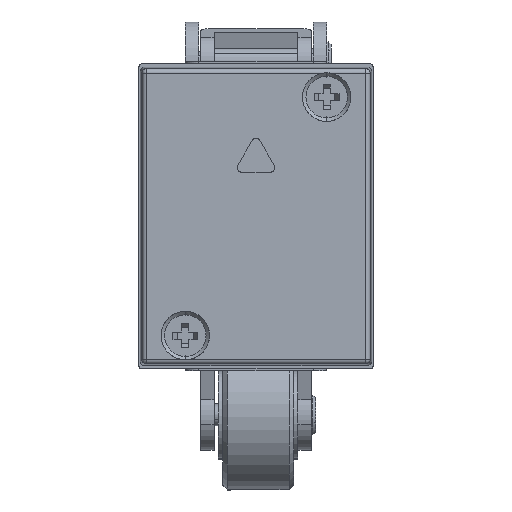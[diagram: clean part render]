
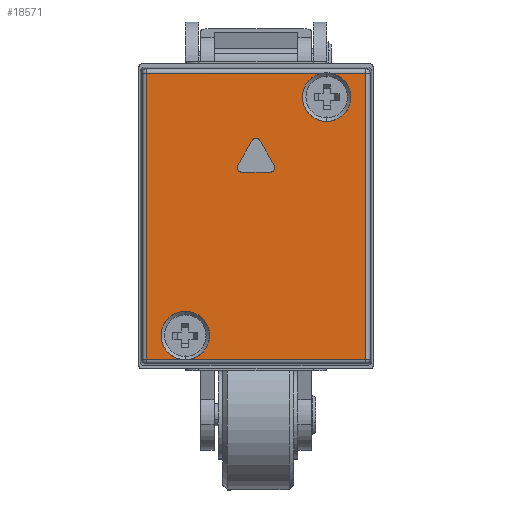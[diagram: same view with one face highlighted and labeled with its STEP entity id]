
A CAD part, front view. The second image highlights one B-rep face of the part: STEP entity #18571.
In plain terms, the highlighted face is planar.
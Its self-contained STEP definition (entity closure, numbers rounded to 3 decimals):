
#1162 = PLANE ( 'NONE',  #3998 ) ;
#1163 = CARTESIAN_POINT ( 'NONE',  ( -12.9, 6.5, 16.7 ) ) ;
#1164 = DIRECTION ( 'NONE',  ( 0., -1., 0. ) ) ;
#1165 = DIRECTION ( 'NONE',  ( 0., 0., -1. ) ) ;
#3998 = AXIS2_PLACEMENT_3D ( 'NONE', #1163, #1164, #1165 ) ;
#4507 = AXIS2_PLACEMENT_3D ( 'NONE', #17977, #17978, #17979 ) ;
#4508 = AXIS2_PLACEMENT_3D ( 'NONE', #17986, #17987, #17988 ) ;
#4509 = AXIS2_PLACEMENT_3D ( 'NONE', #17997, #17998, #17999 ) ;
#4510 = AXIS2_PLACEMENT_3D ( 'NONE', #18002, #18003, #18004 ) ;
#4511 = AXIS2_PLACEMENT_3D ( 'NONE', #18007, #18008, #18009 ) ;
#4890 = CARTESIAN_POINT ( 'NONE',  ( -1.634, 6.5, 5. ) ) ;
#4943 = CARTESIAN_POINT ( 'NONE',  ( 12.415, 6.5, -16.215 ) ) ;
#4968 = CARTESIAN_POINT ( 'NONE',  ( -12.415, 6.5, -16.215 ) ) ;
#4971 = CARTESIAN_POINT ( 'NONE',  ( 7.564, 6.5, -16.215 ) ) ;
#5000 = CARTESIAN_POINT ( 'NONE',  ( -0.433, 6.5, 8.58 ) ) ;
#5016 = CARTESIAN_POINT ( 'NONE',  ( 8., 6.5, -10.75 ) ) ;
#5017 = CARTESIAN_POINT ( 'NONE',  ( 8.436, 6.5, -16.215 ) ) ;
#5049 = CARTESIAN_POINT ( 'NONE',  ( -8.436, 6.5, 16.215 ) ) ;
#5055 = CARTESIAN_POINT ( 'NONE',  ( -7.564, 6.5, 16.215 ) ) ;
#5081 = CARTESIAN_POINT ( 'NONE',  ( 1.634, 6.5, 5. ) ) ;
#5102 = CARTESIAN_POINT ( 'NONE',  ( -12.415, 6.5, 16.215 ) ) ;
#5109 = CARTESIAN_POINT ( 'NONE',  ( 2.067, 6.5, 5.75 ) ) ;
#5122 = CARTESIAN_POINT ( 'NONE',  ( -2.067, 6.5, 5.75 ) ) ;
#5148 = CARTESIAN_POINT ( 'NONE',  ( -8., 6.5, 10.75 ) ) ;
#5158 = CARTESIAN_POINT ( 'NONE',  ( 12.415, 6.5, 16.215 ) ) ;
#5474 = CARTESIAN_POINT ( 'NONE',  ( 0.433, 6.5, 8.58 ) ) ;
#5484 = CARTESIAN_POINT ( 'NONE',  ( 0., 6.5, 8.83 ) ) ;
#8282 = VERTEX_POINT ( 'NONE', #4890 ) ;
#8335 = VERTEX_POINT ( 'NONE', #4943 ) ;
#8360 = VERTEX_POINT ( 'NONE', #4968 ) ;
#8363 = VERTEX_POINT ( 'NONE', #4971 ) ;
#8392 = VERTEX_POINT ( 'NONE', #5000 ) ;
#8408 = VERTEX_POINT ( 'NONE', #5016 ) ;
#8409 = VERTEX_POINT ( 'NONE', #5017 ) ;
#8441 = VERTEX_POINT ( 'NONE', #5049 ) ;
#8447 = VERTEX_POINT ( 'NONE', #5055 ) ;
#8473 = VERTEX_POINT ( 'NONE', #5081 ) ;
#8494 = VERTEX_POINT ( 'NONE', #5102 ) ;
#8501 = VERTEX_POINT ( 'NONE', #5109 ) ;
#8514 = VERTEX_POINT ( 'NONE', #5122 ) ;
#8540 = VERTEX_POINT ( 'NONE', #5148 ) ;
#8550 = VERTEX_POINT ( 'NONE', #5158 ) ;
#8866 = VERTEX_POINT ( 'NONE', #5474 ) ;
#8876 = VERTEX_POINT ( 'NONE', #5484 ) ;
#10154 = CARTESIAN_POINT ( 'NONE',  ( 8., 6.5, -13.5 ) ) ;
#10155 = DIRECTION ( 'NONE',  ( 0., 1., 0. ) ) ;
#10156 = DIRECTION ( 'NONE',  ( 0., 0., 1. ) ) ;
#10169 = CARTESIAN_POINT ( 'NONE',  ( -8., 6.5, 13.5 ) ) ;
#10170 = DIRECTION ( 'NONE',  ( 0., 1., 0. ) ) ;
#10171 = DIRECTION ( 'NONE',  ( 0., 0., 1. ) ) ;
#10260 = CARTESIAN_POINT ( 'NONE',  ( 0., 6.5, 8.33 ) ) ;
#10261 = DIRECTION ( 'NONE',  ( 0., 1., 0. ) ) ;
#10262 = DIRECTION ( 'NONE',  ( 0., 0., 1. ) ) ;
#10920 = CIRCLE ( 'NONE', #28026, 2.75 ) ;
#10925 = CIRCLE ( 'NONE', #28027, 2.75 ) ;
#10980 = CIRCLE ( 'NONE', #28047, 0.5 ) ;
#16710 = LINE ( 'NONE', #17980, #16712 ) ;
#16711 = CIRCLE ( 'NONE', #4507, 2.75 ) ;
#16712 = VECTOR ( 'NONE', #17981, 1000. ) ;
#16713 = LINE ( 'NONE', #17982, #16714 ) ;
#16714 = VECTOR ( 'NONE', #17983, 1000. ) ;
#16715 = LINE ( 'NONE', #17984, #16716 ) ;
#16716 = VECTOR ( 'NONE', #17985, 1000. ) ;
#16717 = LINE ( 'NONE', #17989, #16719 ) ;
#16718 = CIRCLE ( 'NONE', #4508, 2.75 ) ;
#16719 = VECTOR ( 'NONE', #17990, 1000. ) ;
#16720 = LINE ( 'NONE', #17991, #16721 ) ;
#16721 = VECTOR ( 'NONE', #17992, 1000. ) ;
#16722 = LINE ( 'NONE', #17993, #16723 ) ;
#16723 = VECTOR ( 'NONE', #17994, 1000. ) ;
#16724 = LINE ( 'NONE', #17995, #16725 ) ;
#16725 = VECTOR ( 'NONE', #17996, 1000. ) ;
#16726 = LINE ( 'NONE', #18000, #16728 ) ;
#16727 = CIRCLE ( 'NONE', #4509, 0.5 ) ;
#16728 = VECTOR ( 'NONE', #18001, 1000. ) ;
#16729 = LINE ( 'NONE', #18005, #16731 ) ;
#16730 = CIRCLE ( 'NONE', #4510, 0.5 ) ;
#16731 = VECTOR ( 'NONE', #18006, 1000. ) ;
#16733 = CIRCLE ( 'NONE', #4511, 0.5 ) ;
#17977 = CARTESIAN_POINT ( 'NONE',  ( -8., 6.5, 13.5 ) ) ;
#17978 = DIRECTION ( 'NONE',  ( 0., 1., 0. ) ) ;
#17979 = DIRECTION ( 'NONE',  ( 0., 0., 1. ) ) ;
#17980 = CARTESIAN_POINT ( 'NONE',  ( 12.9, 6.5, 16.215 ) ) ;
#17981 = DIRECTION ( 'NONE',  ( 1., 0., 0. ) ) ;
#17982 = CARTESIAN_POINT ( 'NONE',  ( 12.415, 6.5, -16.7 ) ) ;
#17983 = DIRECTION ( 'NONE',  ( 0., 0., -1. ) ) ;
#17984 = CARTESIAN_POINT ( 'NONE',  ( -12.9, 6.5, -16.215 ) ) ;
#17985 = DIRECTION ( 'NONE',  ( -1., 0., 0. ) ) ;
#17986 = CARTESIAN_POINT ( 'NONE',  ( 8., 6.5, -13.5 ) ) ;
#17987 = DIRECTION ( 'NONE',  ( 0., 1., 0. ) ) ;
#17988 = DIRECTION ( 'NONE',  ( 0., 0., 1. ) ) ;
#17989 = CARTESIAN_POINT ( 'NONE',  ( -12.9, 6.5, -16.215 ) ) ;
#17990 = DIRECTION ( 'NONE',  ( -1., 0., 0. ) ) ;
#17991 = CARTESIAN_POINT ( 'NONE',  ( -12.415, 6.5, 16.7 ) ) ;
#17992 = DIRECTION ( 'NONE',  ( 0., 0., 1. ) ) ;
#17993 = CARTESIAN_POINT ( 'NONE',  ( 12.9, 6.5, 16.215 ) ) ;
#17994 = DIRECTION ( 'NONE',  ( 1., 0., 0. ) ) ;
#17995 = CARTESIAN_POINT ( 'NONE',  ( -1.634, 6.5, 5. ) ) ;
#17996 = DIRECTION ( 'NONE',  ( -1., 0., 0. ) ) ;
#17997 = CARTESIAN_POINT ( 'NONE',  ( 1.634, 6.5, 5.5 ) ) ;
#17998 = DIRECTION ( 'NONE',  ( 0., 1., 0. ) ) ;
#17999 = DIRECTION ( 'NONE',  ( 0., 0., 1. ) ) ;
#18000 = CARTESIAN_POINT ( 'NONE',  ( 2.067, 6.5, 5.75 ) ) ;
#18001 = DIRECTION ( 'NONE',  ( 0.5, 0., -0.866 ) ) ;
#18002 = CARTESIAN_POINT ( 'NONE',  ( 0., 6.5, 8.33 ) ) ;
#18003 = DIRECTION ( 'NONE',  ( 0., 1., 0. ) ) ;
#18004 = DIRECTION ( 'NONE',  ( 0., 0., 1. ) ) ;
#18005 = CARTESIAN_POINT ( 'NONE',  ( -0.433, 6.5, 8.58 ) ) ;
#18006 = DIRECTION ( 'NONE',  ( 0.5, 0., 0.866 ) ) ;
#18007 = CARTESIAN_POINT ( 'NONE',  ( -1.634, 6.5, 5.5 ) ) ;
#18008 = DIRECTION ( 'NONE',  ( 0., 1., 0. ) ) ;
#18009 = DIRECTION ( 'NONE',  ( 0., 0., 1. ) ) ;
#18571 = ADVANCED_FACE ( 'NONE', ( #36918, #36919 ), #1162, .F. ) ;
#19063 = EDGE_LOOP ( 'NONE', ( #19299, #19300, #19301, #19302, #19303, #19304, #19305 ) ) ;
#19160 = EDGE_LOOP ( 'NONE', ( #19289, #19290, #19291, #19292, #19293, #19294, #19295, #19296, #19297, #19298 ) ) ;
#19289 = ORIENTED_EDGE ( 'NONE', *, *, #35912, .F. ) ;
#19290 = ORIENTED_EDGE ( 'NONE', *, *, #35913, .T. ) ;
#19291 = ORIENTED_EDGE ( 'NONE', *, *, #35914, .T. ) ;
#19292 = ORIENTED_EDGE ( 'NONE', *, *, #35915, .T. ) ;
#19293 = ORIENTED_EDGE ( 'NONE', *, *, #35916, .F. ) ;
#19294 = ORIENTED_EDGE ( 'NONE', *, *, #38505, .F. ) ;
#19295 = ORIENTED_EDGE ( 'NONE', *, *, #35917, .T. ) ;
#19296 = ORIENTED_EDGE ( 'NONE', *, *, #35918, .T. ) ;
#19297 = ORIENTED_EDGE ( 'NONE', *, *, #35919, .T. ) ;
#19298 = ORIENTED_EDGE ( 'NONE', *, *, #38510, .F. ) ;
#19299 = ORIENTED_EDGE ( 'NONE', *, *, #35920, .F. ) ;
#19300 = ORIENTED_EDGE ( 'NONE', *, *, #35921, .F. ) ;
#19301 = ORIENTED_EDGE ( 'NONE', *, *, #35922, .F. ) ;
#19302 = ORIENTED_EDGE ( 'NONE', *, *, #38546, .F. ) ;
#19303 = ORIENTED_EDGE ( 'NONE', *, *, #35923, .F. ) ;
#19304 = ORIENTED_EDGE ( 'NONE', *, *, #35924, .F. ) ;
#19305 = ORIENTED_EDGE ( 'NONE', *, *, #35925, .F. ) ;
#28026 = AXIS2_PLACEMENT_3D ( 'NONE', #10154, #10155, #10156 ) ;
#28027 = AXIS2_PLACEMENT_3D ( 'NONE', #10169, #10170, #10171 ) ;
#28047 = AXIS2_PLACEMENT_3D ( 'NONE', #10260, #10261, #10262 ) ;
#35912 = EDGE_CURVE ( 'NONE', #8447, #8540, #16711, .T. ) ;
#35913 = EDGE_CURVE ( 'NONE', #8447, #8550, #16710, .T. ) ;
#35914 = EDGE_CURVE ( 'NONE', #8550, #8335, #16713, .T. ) ;
#35915 = EDGE_CURVE ( 'NONE', #8335, #8409, #16715, .T. ) ;
#35916 = EDGE_CURVE ( 'NONE', #8408, #8409, #16718, .T. ) ;
#35917 = EDGE_CURVE ( 'NONE', #8363, #8360, #16717, .T. ) ;
#35918 = EDGE_CURVE ( 'NONE', #8360, #8494, #16720, .T. ) ;
#35919 = EDGE_CURVE ( 'NONE', #8494, #8441, #16722, .T. ) ;
#35920 = EDGE_CURVE ( 'NONE', #8473, #8282, #16724, .T. ) ;
#35921 = EDGE_CURVE ( 'NONE', #8501, #8473, #16727, .T. ) ;
#35922 = EDGE_CURVE ( 'NONE', #8866, #8501, #16726, .T. ) ;
#35923 = EDGE_CURVE ( 'NONE', #8392, #8876, #16730, .T. ) ;
#35924 = EDGE_CURVE ( 'NONE', #8514, #8392, #16729, .T. ) ;
#35925 = EDGE_CURVE ( 'NONE', #8282, #8514, #16733, .T. ) ;
#36918 = FACE_OUTER_BOUND ( 'NONE', #19160, .T. ) ;
#36919 = FACE_BOUND ( 'NONE', #19063, .T. ) ;
#38505 = EDGE_CURVE ( 'NONE', #8363, #8408, #10920, .T. ) ;
#38510 = EDGE_CURVE ( 'NONE', #8540, #8441, #10925, .T. ) ;
#38546 = EDGE_CURVE ( 'NONE', #8876, #8866, #10980, .T. ) ;
